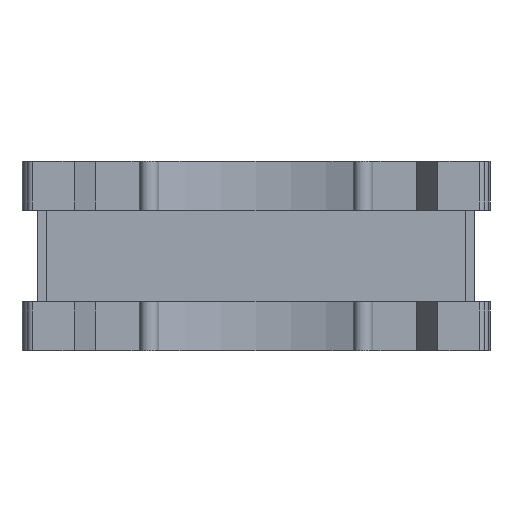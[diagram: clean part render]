
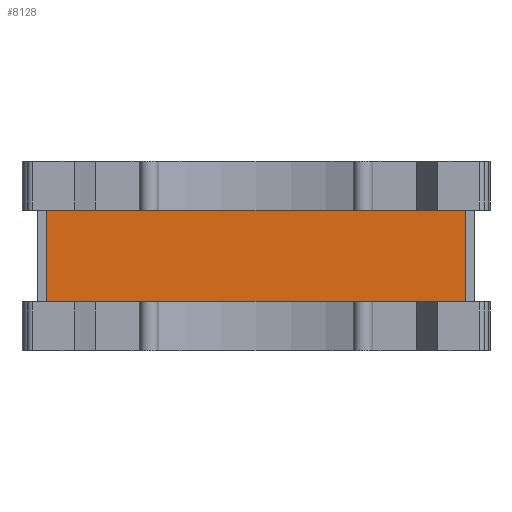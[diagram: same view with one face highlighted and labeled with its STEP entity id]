
A CAD part, front view. The second image highlights one B-rep face of the part: STEP entity #8128.
In plain terms, the highlighted planar face has unit normal (0, -1, 0).
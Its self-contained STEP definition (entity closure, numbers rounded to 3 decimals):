
#515 = VERTEX_POINT ( 'NONE', #8928 ) ;
#705 = LINE ( 'NONE', #12035, #8275 ) ;
#1156 = EDGE_CURVE ( 'NONE', #515, #12068, #3088, .T. ) ;
#1793 = CARTESIAN_POINT ( 'NONE',  ( -26.92, -11.451, -3.5 ) ) ;
#2776 = CARTESIAN_POINT ( 'NONE',  ( 16.08, -11.451, 0.65 ) ) ;
#2863 = LINE ( 'NONE', #1793, #7809 ) ;
#3088 = LINE ( 'NONE', #6108, #8659 ) ;
#3152 = EDGE_CURVE ( 'NONE', #7928, #12406, #4595, .T. ) ;
#3315 = ORIENTED_EDGE ( 'NONE', *, *, #3152, .F. ) ;
#3577 = CARTESIAN_POINT ( 'NONE',  ( -26.92, -11.451, -12.94 ) ) ;
#3609 = FACE_OUTER_BOUND ( 'NONE', #7725, .T. ) ;
#3766 = DIRECTION ( 'NONE',  ( 1., 0., 0. ) ) ;
#4450 = EDGE_CURVE ( 'NONE', #12068, #12406, #705, .T. ) ;
#4553 = ORIENTED_EDGE ( 'NONE', *, *, #1156, .T. ) ;
#4595 = LINE ( 'NONE', #7535, #9818 ) ;
#4704 = EDGE_CURVE ( 'NONE', #7928, #515, #2863, .T. ) ;
#6014 = DIRECTION ( 'NONE',  ( 0., 0., -1. ) ) ;
#6108 = CARTESIAN_POINT ( 'NONE',  ( -26.92, -11.451, 0.65 ) ) ;
#6124 = DIRECTION ( 'NONE',  ( 1., 0., 0. ) ) ;
#6713 = PLANE ( 'NONE',  #8544 ) ;
#7535 = CARTESIAN_POINT ( 'NONE',  ( 16.08, -11.451, 0.65 ) ) ;
#7663 = ORIENTED_EDGE ( 'NONE', *, *, #4704, .T. ) ;
#7725 = EDGE_LOOP ( 'NONE', ( #4553, #11169, #3315, #7663 ) ) ;
#7809 = VECTOR ( 'NONE', #9642, 1000. ) ;
#7928 = VERTEX_POINT ( 'NONE', #11296 ) ;
#8060 = CARTESIAN_POINT ( 'NONE',  ( 16.08, -11.451, -12.94 ) ) ;
#8128 = ADVANCED_FACE ( 'NONE', ( #3609 ), #6713, .T. ) ;
#8275 = VECTOR ( 'NONE', #6124, 1000. ) ;
#8544 = AXIS2_PLACEMENT_3D ( 'NONE', #2776, #9638, #3766 ) ;
#8659 = VECTOR ( 'NONE', #6014, 1000. ) ;
#8928 = CARTESIAN_POINT ( 'NONE',  ( -26.92, -11.451, -3.5 ) ) ;
#9638 = DIRECTION ( 'NONE',  ( 0., -1., 0. ) ) ;
#9642 = DIRECTION ( 'NONE',  ( -1., 0., 0. ) ) ;
#9818 = VECTOR ( 'NONE', #10022, 1000. ) ;
#10022 = DIRECTION ( 'NONE',  ( 0., 0., -1. ) ) ;
#11169 = ORIENTED_EDGE ( 'NONE', *, *, #4450, .T. ) ;
#11296 = CARTESIAN_POINT ( 'NONE',  ( 16.08, -11.451, -3.5 ) ) ;
#12035 = CARTESIAN_POINT ( 'NONE',  ( -26.92, -11.451, -12.94 ) ) ;
#12068 = VERTEX_POINT ( 'NONE', #3577 ) ;
#12406 = VERTEX_POINT ( 'NONE', #8060 ) ;
